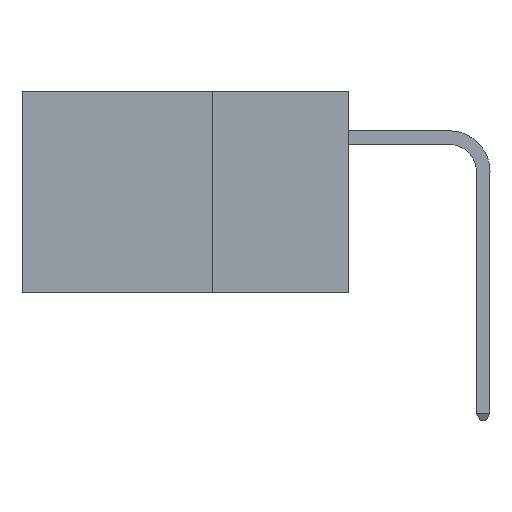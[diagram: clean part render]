
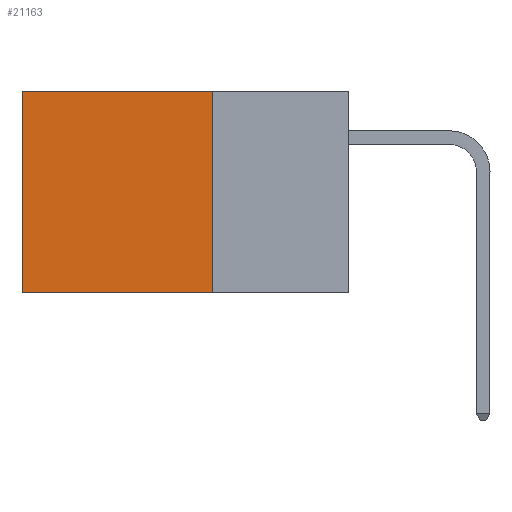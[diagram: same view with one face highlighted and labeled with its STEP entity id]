
A CAD part, left-side view. The second image highlights one B-rep face of the part: STEP entity #21163.
In plain terms, the highlighted planar face has unit normal (-1, 0, 0).
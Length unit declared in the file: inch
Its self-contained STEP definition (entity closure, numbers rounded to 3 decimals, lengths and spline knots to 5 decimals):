
#127 = VERTEX_POINT ( 'NONE', #5405 ) ;
#164 = ORIENTED_EDGE ( 'NONE', *, *, #15335, .F. ) ;
#456 = ORIENTED_EDGE ( 'NONE', *, *, #8430, .T. ) ;
#1559 = LINE ( 'NONE', #23431, #19232 ) ;
#1637 = EDGE_CURVE ( 'NONE', #27410, #127, #17848, .T. ) ;
#2002 = CARTESIAN_POINT ( 'NONE',  ( 0.2875, 0.25, -0.37 ) ) ;
#2123 = DIRECTION ( 'NONE',  ( 0., 0., -1. ) ) ;
#2574 = PLANE ( 'NONE',  #25844 ) ;
#3421 = FACE_OUTER_BOUND ( 'NONE', #7647, .T. ) ;
#5008 = DIRECTION ( 'NONE',  ( 0., 0., -1. ) ) ;
#5405 = CARTESIAN_POINT ( 'NONE',  ( 0.2875, 0.6, -0.37 ) ) ;
#6178 = DIRECTION ( 'NONE',  ( 0., 0., -1. ) ) ;
#6326 = VECTOR ( 'NONE', #6178, 39.37008 ) ;
#6670 = CARTESIAN_POINT ( 'NONE',  ( 0.2875, 0.25, 0. ) ) ;
#7647 = EDGE_LOOP ( 'NONE', ( #18389, #164, #18378, #456 ) ) ;
#8430 = EDGE_CURVE ( 'NONE', #27925, #27410, #1559, .T. ) ;
#8969 = DIRECTION ( 'NONE',  ( 0., 1., 0. ) ) ;
#13393 = VECTOR ( 'NONE', #8969, 39.37008 ) ;
#13803 = CARTESIAN_POINT ( 'NONE',  ( 0.2875, 0.25, -0.37 ) ) ;
#15335 = EDGE_CURVE ( 'NONE', #25103, #127, #26291, .T. ) ;
#17848 = LINE ( 'NONE', #22255, #6326 ) ;
#18378 = ORIENTED_EDGE ( 'NONE', *, *, #18577, .F. ) ;
#18389 = ORIENTED_EDGE ( 'NONE', *, *, #1637, .T. ) ;
#18577 = EDGE_CURVE ( 'NONE', #27925, #25103, #27145, .T. ) ;
#18772 = DIRECTION ( 'NONE',  ( 1., 0., 0. ) ) ;
#18969 = CARTESIAN_POINT ( 'NONE',  ( 0.2875, 0.6, 0. ) ) ;
#19232 = VECTOR ( 'NONE', #25721, 39.37008 ) ;
#21088 = VECTOR ( 'NONE', #2123, 39.37008 ) ;
#21163 = ADVANCED_FACE ( 'NONE', ( #3421 ), #2574, .F. ) ;
#22255 = CARTESIAN_POINT ( 'NONE',  ( 0.2875, 0.6, 0. ) ) ;
#23360 = CARTESIAN_POINT ( 'NONE',  ( 0.2875, 0.25, 0. ) ) ;
#23431 = CARTESIAN_POINT ( 'NONE',  ( 0.2875, 0.25, 0. ) ) ;
#25103 = VERTEX_POINT ( 'NONE', #13803 ) ;
#25570 = CARTESIAN_POINT ( 'NONE',  ( 0.2875, 0.25, 0. ) ) ;
#25721 = DIRECTION ( 'NONE',  ( 0., 1., 0. ) ) ;
#25844 = AXIS2_PLACEMENT_3D ( 'NONE', #25570, #18772, #5008 ) ;
#26291 = LINE ( 'NONE', #2002, #13393 ) ;
#27145 = LINE ( 'NONE', #6670, #21088 ) ;
#27410 = VERTEX_POINT ( 'NONE', #18969 ) ;
#27925 = VERTEX_POINT ( 'NONE', #23360 ) ;
